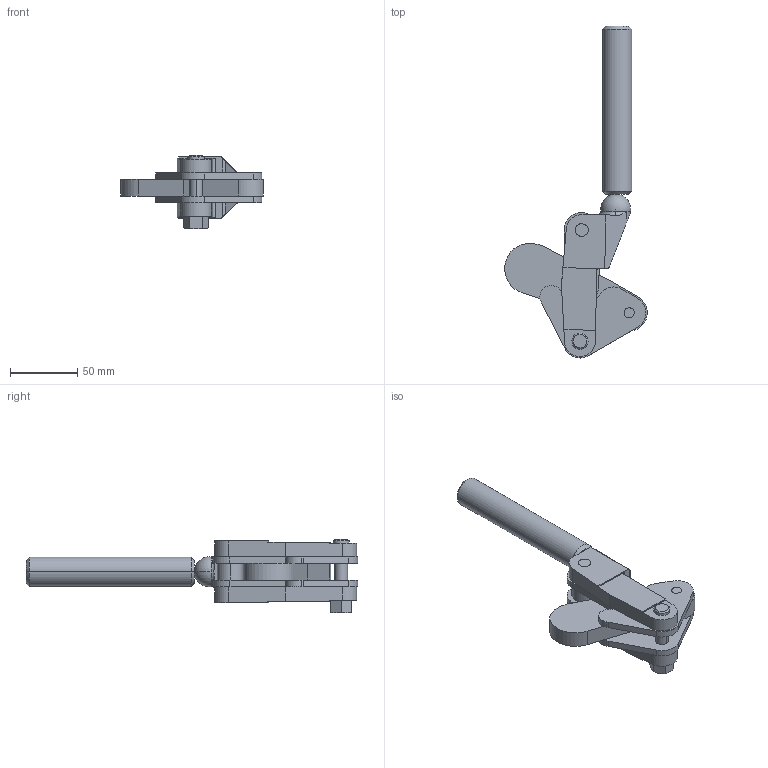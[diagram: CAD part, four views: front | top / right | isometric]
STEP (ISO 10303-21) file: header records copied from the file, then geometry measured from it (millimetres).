
FILE_DESCRIPTION (( 'STEP AP214' ), '1' );
FILE_NAME ('GH-70505(Â²¤Æ).STEP', '2020-03-06T05:26:29', ( 'LinWei' ), ( '' ), 'SwSTEP 2.0', 'SolidWorks 2016', '' );
FILE_SCHEMA (( 'AUTOMOTIVE_DESIGN' ));
Length unit declared in the file: millimetre
Products named in the file (6): 3700808-1^GH-70505(簡化); Group5^GH-70505(簡化); Group3^GH-70505(簡化); Group1^GH-70505(簡化); GH-70505(簡化); 17030501-1^GH-70505(簡化)
Assembly tree (5 placements, depth 2):
  GH-70505(簡化)
    Group1^GH-70505(簡化)
    Group3^GH-70505(簡化)
    Group5^GH-70505(簡化)
    3700808-1^GH-70505(簡化)
    17030501-1^GH-70505(簡化)
Bounding box: 106.04 x 246.79 x 54.6 mm (x, y, z)
Volume: 189746.6 mm3; surface area: 69269.2 mm2
Topology: 5 solids, 6 shells, 158 faces, 398 edges, 258 vertices
Faces by surface type: plane 66, cylinder 65, cone 22, torus 3, sphere 2
Entity records: 5447 total; most frequent: CARTESIAN_POINT 1065, DIRECTION 839, ORIENTED_EDGE 786, EDGE_CURVE 393, AXIS2_PLACEMENT_3D 327, VERTEX_POINT 255, EDGE_LOOP 186, VECTOR 185
